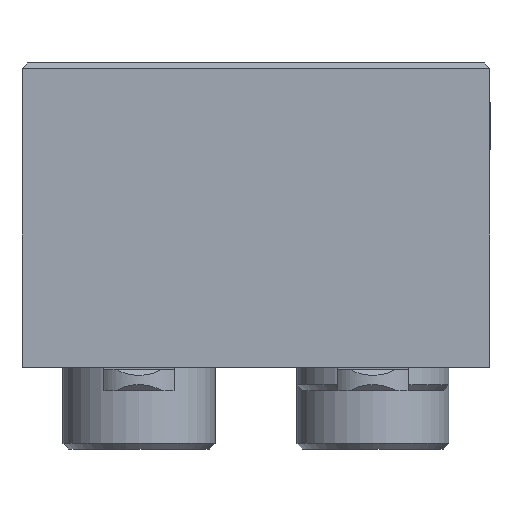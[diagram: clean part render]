
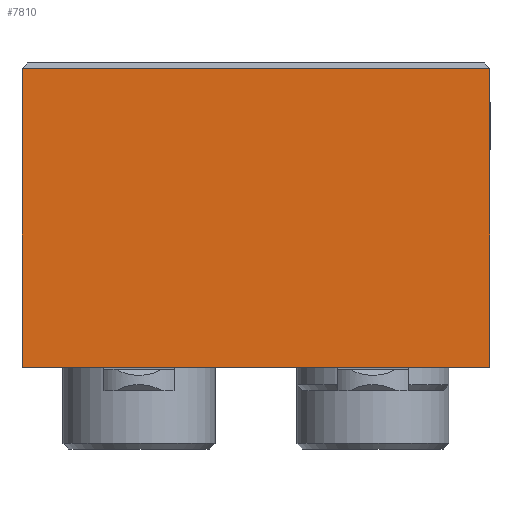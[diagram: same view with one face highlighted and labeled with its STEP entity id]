
A CAD part, front view. The second image highlights one B-rep face of the part: STEP entity #7810.
In plain terms, the highlighted planar face has unit normal (0, -1, 0).
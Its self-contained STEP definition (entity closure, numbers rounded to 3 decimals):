
#9 = CARTESIAN_POINT ( 'NONE',  ( 2., -2.1, 2.6 ) ) ;
#1489 = LINE ( 'NONE', #11412, #7221 ) ;
#1552 = EDGE_CURVE ( 'NONE', #14064, #1747, #7323, .T. ) ;
#1747 = VERTEX_POINT ( 'NONE', #15269 ) ;
#2170 = VERTEX_POINT ( 'NONE', #13208 ) ;
#2385 = VERTEX_POINT ( 'NONE', #3420 ) ;
#2610 = ORIENTED_EDGE ( 'NONE', *, *, #12497, .T. ) ;
#2943 = PLANE ( 'NONE',  #11734 ) ;
#3420 = CARTESIAN_POINT ( 'NONE',  ( -2., -2.1, 0. ) ) ;
#3761 = DIRECTION ( 'NONE',  ( 0., 0., -1. ) ) ;
#5041 = LINE ( 'NONE', #9, #14203 ) ;
#5387 = DIRECTION ( 'NONE',  ( 1., 0., 0. ) ) ;
#5599 = DIRECTION ( 'NONE',  ( 0., 0., 1. ) ) ;
#6590 = CARTESIAN_POINT ( 'NONE',  ( -2., -2.1, 0. ) ) ;
#6938 = CARTESIAN_POINT ( 'NONE',  ( -2., -2.1, 2.6 ) ) ;
#6982 = VECTOR ( 'NONE', #5387, 1000. ) ;
#7221 = VECTOR ( 'NONE', #13614, 1000. ) ;
#7323 = LINE ( 'NONE', #10100, #8949 ) ;
#7810 = ADVANCED_FACE ( 'NONE', ( #13995 ), #2943, .F. ) ;
#8365 = ORIENTED_EDGE ( 'NONE', *, *, #13680, .F. ) ;
#8707 = DIRECTION ( 'NONE',  ( -1., 0., 0. ) ) ;
#8949 = VECTOR ( 'NONE', #8707, 1000. ) ;
#10100 = CARTESIAN_POINT ( 'NONE',  ( -2., -2.1, 2.55 ) ) ;
#10260 = LINE ( 'NONE', #6590, #6982 ) ;
#11412 = CARTESIAN_POINT ( 'NONE',  ( -2., -2.1, 2.6 ) ) ;
#11734 = AXIS2_PLACEMENT_3D ( 'NONE', #6938, #13184, #5599 ) ;
#12131 = ORIENTED_EDGE ( 'NONE', *, *, #1552, .T. ) ;
#12405 = EDGE_LOOP ( 'NONE', ( #8365, #12131, #2610, #13071 ) ) ;
#12497 = EDGE_CURVE ( 'NONE', #1747, #2385, #1489, .T. ) ;
#13071 = ORIENTED_EDGE ( 'NONE', *, *, #13454, .T. ) ;
#13184 = DIRECTION ( 'NONE',  ( 0., 1., 0. ) ) ;
#13208 = CARTESIAN_POINT ( 'NONE',  ( 2., -2.1, 0. ) ) ;
#13454 = EDGE_CURVE ( 'NONE', #2385, #2170, #10260, .T. ) ;
#13614 = DIRECTION ( 'NONE',  ( 0., 0., -1. ) ) ;
#13680 = EDGE_CURVE ( 'NONE', #14064, #2170, #5041, .T. ) ;
#13995 = FACE_OUTER_BOUND ( 'NONE', #12405, .T. ) ;
#14048 = CARTESIAN_POINT ( 'NONE',  ( 2., -2.1, 2.55 ) ) ;
#14064 = VERTEX_POINT ( 'NONE', #14048 ) ;
#14203 = VECTOR ( 'NONE', #3761, 1000. ) ;
#15269 = CARTESIAN_POINT ( 'NONE',  ( -2., -2.1, 2.55 ) ) ;
